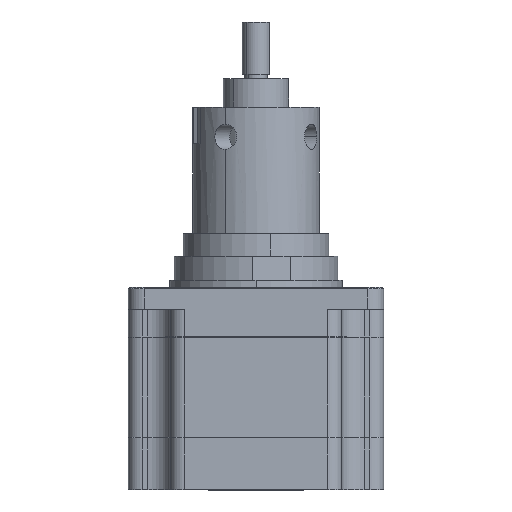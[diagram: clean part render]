
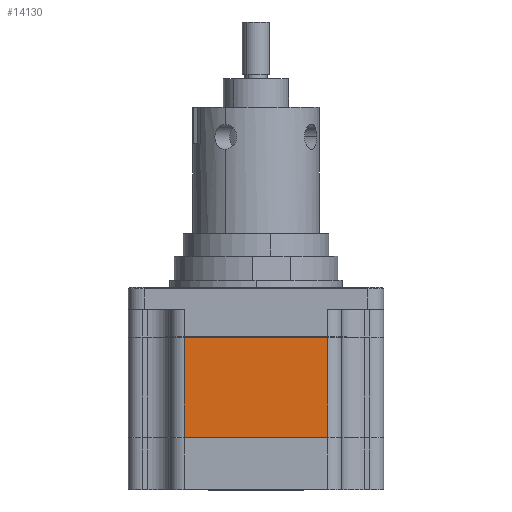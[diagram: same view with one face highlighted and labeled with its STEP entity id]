
A CAD part, top view. The second image highlights one B-rep face of the part: STEP entity #14130.
In plain terms, the highlighted planar face has unit normal (0, 0, 1).
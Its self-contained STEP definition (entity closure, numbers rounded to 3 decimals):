
#704 = CARTESIAN_POINT ( 'NONE',  ( -0.984, -8.547, 31.353 ) ) ;
#1046 = ORIENTED_EDGE ( 'NONE', *, *, #5330, .T. ) ;
#1795 = CARTESIAN_POINT ( 'NONE',  ( -0.984, -8.547, 31.353 ) ) ;
#2355 = VERTEX_POINT ( 'NONE', #17336 ) ;
#2381 = DIRECTION ( 'NONE',  ( -1., 0., 0. ) ) ;
#2473 = FACE_OUTER_BOUND ( 'NONE', #21097, .T. ) ;
#2700 = CARTESIAN_POINT ( 'NONE',  ( -0.984, -8.547, 31.353 ) ) ;
#2845 = LINE ( 'NONE', #17250, #11058 ) ;
#4106 = VECTOR ( 'NONE', #20052, 1000. ) ;
#4534 = AXIS2_PLACEMENT_3D ( 'NONE', #2700, #20960, #10937 ) ;
#4883 = LINE ( 'NONE', #1795, #13671 ) ;
#5330 = EDGE_CURVE ( 'NONE', #18199, #14174, #2845, .T. ) ;
#5795 = EDGE_CURVE ( 'NONE', #2355, #14174, #4883, .T. ) ;
#6245 = CARTESIAN_POINT ( 'NONE',  ( 30.616, 13.453, 31.353 ) ) ;
#6763 = VECTOR ( 'NONE', #2381, 1000. ) ;
#7290 = DIRECTION ( 'NONE',  ( -1., 0., 0. ) ) ;
#7693 = CARTESIAN_POINT ( 'NONE',  ( -0.984, 13.453, 31.353 ) ) ;
#8479 = EDGE_CURVE ( 'NONE', #18301, #18199, #12876, .T. ) ;
#10863 = ORIENTED_EDGE ( 'NONE', *, *, #8479, .T. ) ;
#10937 = DIRECTION ( 'NONE',  ( 1., 0., 0. ) ) ;
#11058 = VECTOR ( 'NONE', #7290, 1000. ) ;
#11121 = LINE ( 'NONE', #704, #6763 ) ;
#12876 = LINE ( 'NONE', #18371, #4106 ) ;
#13671 = VECTOR ( 'NONE', #14972, 1000. ) ;
#14130 = ADVANCED_FACE ( 'NONE', ( #2473 ), #15901, .F. ) ;
#14174 = VERTEX_POINT ( 'NONE', #7693 ) ;
#14884 = CARTESIAN_POINT ( 'NONE',  ( 30.616, -8.547, 31.353 ) ) ;
#14962 = ORIENTED_EDGE ( 'NONE', *, *, #19836, .F. ) ;
#14972 = DIRECTION ( 'NONE',  ( 0., 1., 0. ) ) ;
#15901 = PLANE ( 'NONE',  #4534 ) ;
#17250 = CARTESIAN_POINT ( 'NONE',  ( -0.984, 13.453, 31.353 ) ) ;
#17336 = CARTESIAN_POINT ( 'NONE',  ( -0.984, -8.547, 31.353 ) ) ;
#18199 = VERTEX_POINT ( 'NONE', #6245 ) ;
#18301 = VERTEX_POINT ( 'NONE', #14884 ) ;
#18371 = CARTESIAN_POINT ( 'NONE',  ( 30.616, -8.547, 31.353 ) ) ;
#19038 = ORIENTED_EDGE ( 'NONE', *, *, #5795, .F. ) ;
#19836 = EDGE_CURVE ( 'NONE', #18301, #2355, #11121, .T. ) ;
#20052 = DIRECTION ( 'NONE',  ( 0., 1., 0. ) ) ;
#20960 = DIRECTION ( 'NONE',  ( 0., 0., -1. ) ) ;
#21097 = EDGE_LOOP ( 'NONE', ( #1046, #19038, #14962, #10863 ) ) ;
